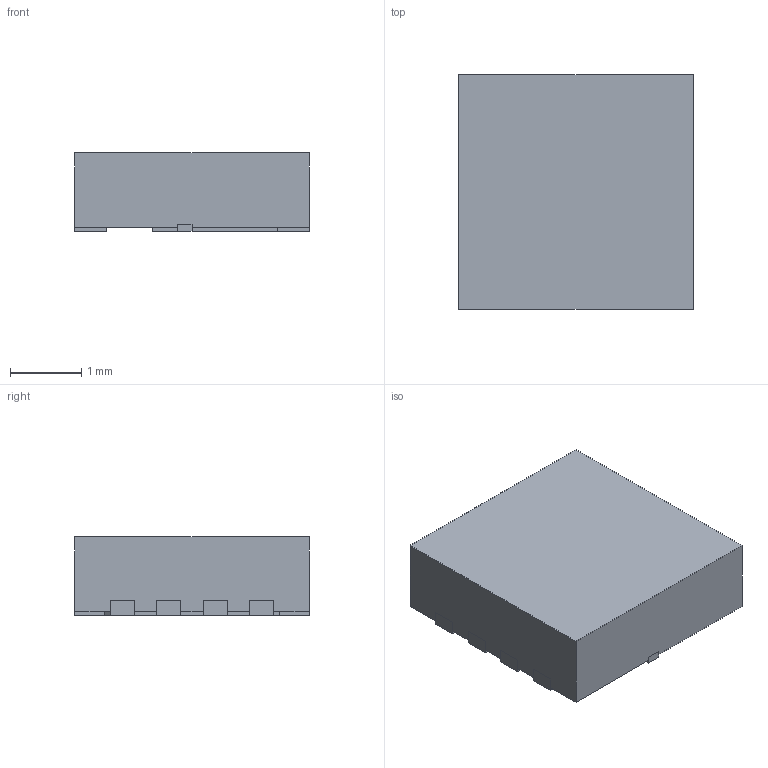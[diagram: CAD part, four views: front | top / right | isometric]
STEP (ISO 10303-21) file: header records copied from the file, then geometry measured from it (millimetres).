
FILE_DESCRIPTION(/* description */ ('Alibre Inc.'),/* implementation_level */ '2;1');
FILE_NAME(/* name */ 'export0',/* time_stamp */ '2015-07-07T16:38:01-07:00',/* author */ (''),/* organization */ (''),/* preprocessor_version */ 'ST-DEVELOPER v14',/* originating_system */ 'Alibre',/* authorisation */ '');
FILE_SCHEMA (('AUTOMOTIVE_DESIGN'));
Length unit declared in the file: millimetre
Bounding box: 3.3 x 3.3 x 1.1 mm (x, y, z)
Volume: 11.7 mm3; surface area: 51.6 mm2
Topology: 6 solids, 6 shells, 122 faces, 314 edges, 204 vertices
Faces by surface type: plane 122
Entity records: 3739 total; most frequent: CARTESIAN_POINT 654, ORIENTED_EDGE 628, DIRECTION 464, VECTOR 314, LINE 314, EDGE_CURVE 314, VERTEX_POINT 204, AXIS2_PLACEMENT_3D 136
